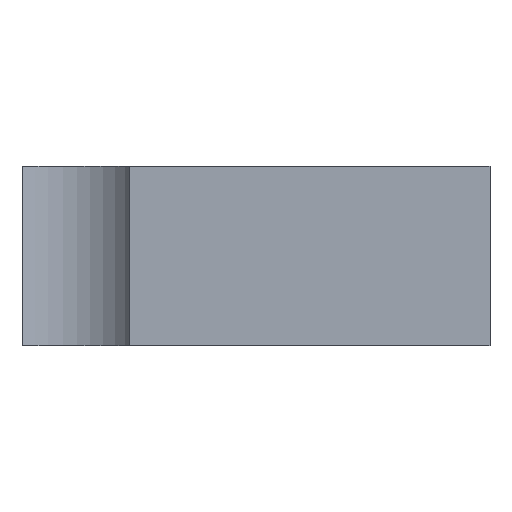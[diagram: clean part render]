
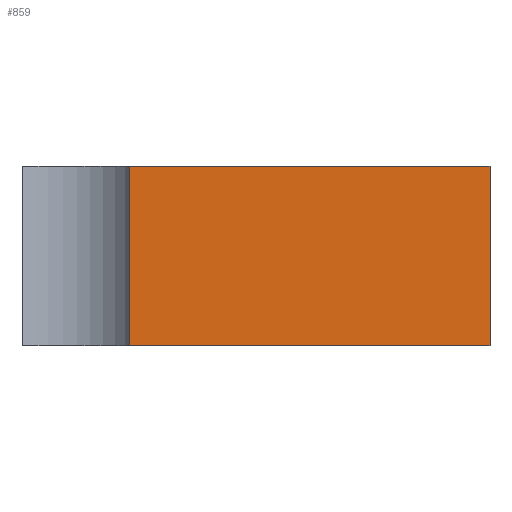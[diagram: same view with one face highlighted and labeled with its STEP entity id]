
A CAD part, front view. The second image highlights one B-rep face of the part: STEP entity #859.
In plain terms, the highlighted planar face has unit normal (0, -1, 0).
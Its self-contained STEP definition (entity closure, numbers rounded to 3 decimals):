
#50=PLANE('',#926);
#89=FACE_OUTER_BOUND('',#132,.T.);
#132=EDGE_LOOP('',(#766,#767,#768,#769));
#213=LINE('',#1346,#310);
#232=LINE('',#1393,#329);
#233=LINE('',#1394,#330);
#234=LINE('',#1395,#331);
#310=VECTOR('',#1091,10.);
#329=VECTOR('',#1142,10.);
#330=VECTOR('',#1143,10.);
#331=VECTOR('',#1144,10.);
#429=VERTEX_POINT('',#1343);
#430=VERTEX_POINT('',#1345);
#441=VERTEX_POINT('',#1391);
#442=VERTEX_POINT('',#1392);
#534=EDGE_CURVE('',#429,#430,#213,.T.);
#558=EDGE_CURVE('',#441,#442,#232,.T.);
#559=EDGE_CURVE('',#442,#430,#233,.T.);
#560=EDGE_CURVE('',#441,#429,#234,.T.);
#766=ORIENTED_EDGE('',*,*,#558,.T.);
#767=ORIENTED_EDGE('',*,*,#559,.T.);
#768=ORIENTED_EDGE('',*,*,#534,.F.);
#769=ORIENTED_EDGE('',*,*,#560,.F.);
#859=ADVANCED_FACE('',(#89),#50,.T.);
#926=AXIS2_PLACEMENT_3D('',#1390,#1140,#1141);
#1091=DIRECTION('',(1.,0.,0.));
#1140=DIRECTION('center_axis',(0.,-1.,0.));
#1141=DIRECTION('ref_axis',(1.,0.,0.));
#1142=DIRECTION('',(1.,0.,0.));
#1143=DIRECTION('',(0.,0.,1.));
#1144=DIRECTION('',(0.,0.,1.));
#1343=CARTESIAN_POINT('',(13.89,7.,17.5));
#1345=CARTESIAN_POINT('',(37.,7.,17.5));
#1346=CARTESIAN_POINT('',(13.89,7.,17.5));
#1390=CARTESIAN_POINT('Origin',(13.89,7.,6.));
#1391=CARTESIAN_POINT('',(13.89,7.,6.));
#1392=CARTESIAN_POINT('',(37.,7.,6.));
#1393=CARTESIAN_POINT('',(13.89,7.,6.));
#1394=CARTESIAN_POINT('',(37.,7.,6.));
#1395=CARTESIAN_POINT('',(13.89,7.,6.));
